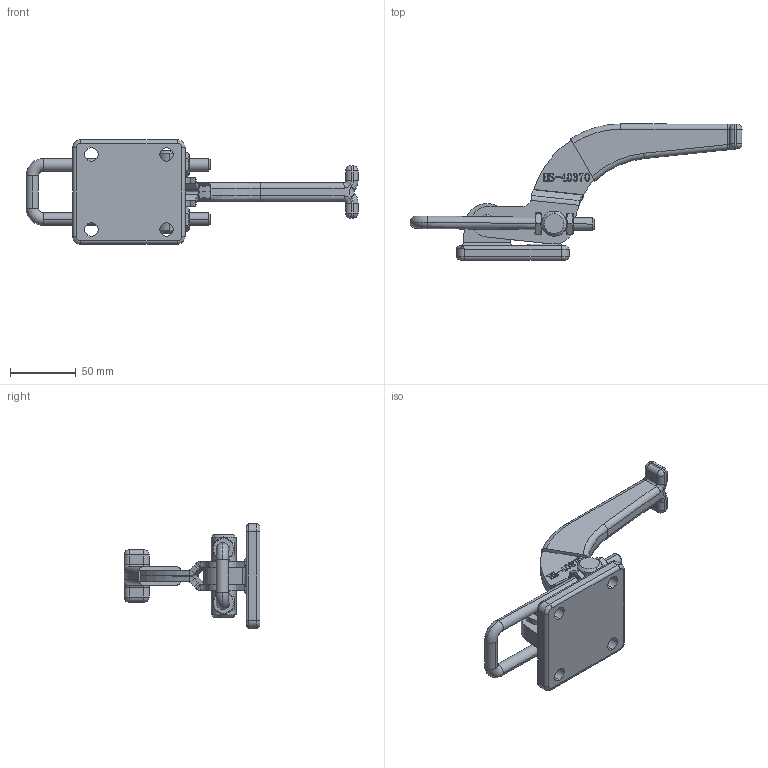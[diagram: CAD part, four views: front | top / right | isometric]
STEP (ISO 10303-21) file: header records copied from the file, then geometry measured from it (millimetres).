
FILE_DESCRIPTION (( 'STEP AP203' ), '1' );
FILE_NAME ('HS-40370 .STEP', '2019-08-22T11:13:02', ( '微软用户' ), ( '微软中国' ), 'SwSTEP 2.0', 'SolidWorks 2012', '' );
FILE_SCHEMA (( 'CONFIG_CONTROL_DESIGN' ));
Length unit declared in the file: millimetre
Products named in the file (9): HS-40370 ; hex thin nuts-grades ab-chamfered gb_GB_FASTENER_NUT_STNAB M10-N; 挴裝; 种2; 种1; 忒梟酘; 忒梟衵; 忒參; 菁釱
Assembly tree (11 placements, depth 2):
  HS-40370 
    菁釱
    忒參
    忒梟衵
    忒梟酘
    种1
    种2
    挴裝
    hex thin nuts-grades ab-chamfered gb_GB_FASTENER_NUT_STNAB M10-N  x4
Bounding box: 252.84 x 103.57 x 79.4 mm (x, y, z)
Volume: 198911.8 mm3; surface area: 65358.6 mm2
Topology: 11 solids, 11 shells, 638 faces, 1630 edges, 1036 vertices
Faces by surface type: plane 292, bspline 146, cylinder 123, cone 40, torus 29, sphere 8
Entity records: 25881 total; most frequent: CARTESIAN_POINT 11523, ORIENTED_EDGE 3000, DIRECTION 2332, EDGE_CURVE 1500, VERTEX_POINT 962, LINE 890, VECTOR 890, AXIS2_PLACEMENT_3D 721
